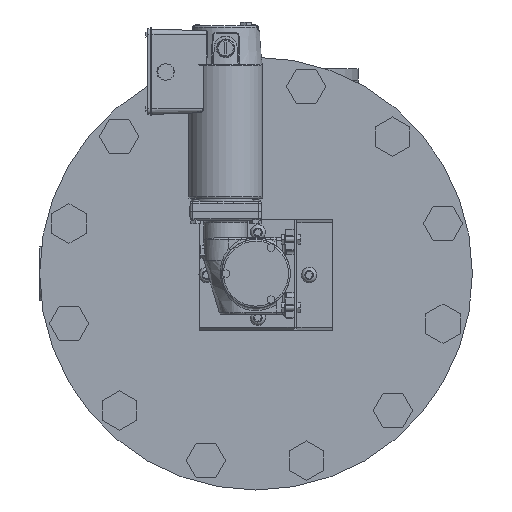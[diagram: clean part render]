
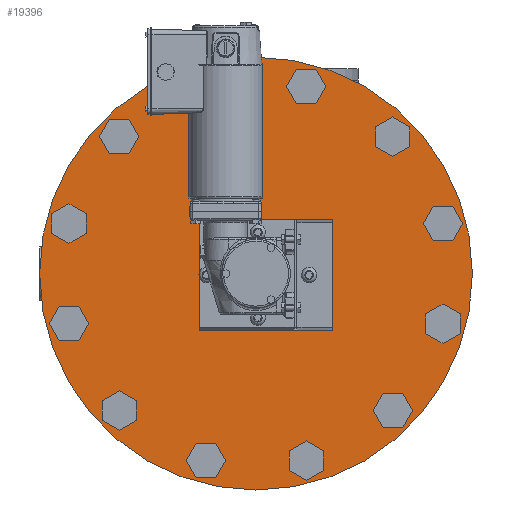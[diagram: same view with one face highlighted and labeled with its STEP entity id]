
A CAD part, left-side view. The second image highlights one B-rep face of the part: STEP entity #19396.
In plain terms, the highlighted planar face has unit normal (-1, 0, 0).
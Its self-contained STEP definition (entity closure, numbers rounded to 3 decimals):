
#24 = EDGE_CURVE ( 'NONE', #15309, #15309, #1460, .T. ) ;
#144 = CIRCLE ( 'NONE', #28518, 12.7 ) ;
#247 = CARTESIAN_POINT ( 'NONE',  ( 0., -165.364, -152.664 ) ) ;
#686 = EDGE_CURVE ( 'NONE', #30792, #30792, #18799, .T. ) ;
#828 = CARTESIAN_POINT ( 'NONE',  ( 0., -165.364, 152.664 ) ) ;
#1092 = CARTESIAN_POINT ( 'NONE',  ( 0., 208.543, 55.879 ) ) ;
#1246 = DIRECTION ( 'NONE',  ( -1., 0., 0. ) ) ;
#1352 = DIRECTION ( 'NONE',  ( -1., 0., 0. ) ) ;
#1460 = CIRCLE ( 'NONE', #22121, 12.7 ) ;
#1530 = CARTESIAN_POINT ( 'NONE',  ( 0., -208.543, -55.879 ) ) ;
#1567 = FACE_BOUND ( 'NONE', #7005, .T. ) ;
#2194 = CIRCLE ( 'NONE', #8937, 12.7 ) ;
#2679 = CARTESIAN_POINT ( 'NONE',  ( 0., -221.243, -55.879 ) ) ;
#2767 = VERTEX_POINT ( 'NONE', #2679 ) ;
#2978 = ORIENTED_EDGE ( 'NONE', *, *, #24, .F. ) ;
#3089 = CARTESIAN_POINT ( 'NONE',  ( 0., -208.543, 55.879 ) ) ;
#4813 = DIRECTION ( 'NONE',  ( -1., 0., 0. ) ) ;
#5225 = EDGE_LOOP ( 'NONE', ( #25835 ) ) ;
#5380 = DIRECTION ( 'NONE',  ( -1., 0., 0. ) ) ;
#5706 = FACE_BOUND ( 'NONE', #18329, .T. ) ;
#5771 = VERTEX_POINT ( 'NONE', #247 ) ;
#6218 = CARTESIAN_POINT ( 'NONE',  ( 0., 0., 0. ) ) ;
#6276 = CIRCLE ( 'NONE', #34569, 241.3 ) ;
#6617 = FACE_BOUND ( 'NONE', #5225, .T. ) ;
#7005 = EDGE_LOOP ( 'NONE', ( #18534 ) ) ;
#7012 = VERTEX_POINT ( 'NONE', #26492 ) ;
#7889 = CARTESIAN_POINT ( 'NONE',  ( 0., 241.3, 0. ) ) ;
#8937 = AXIS2_PLACEMENT_3D ( 'NONE', #29793, #18125, #24188 ) ;
#10569 = DIRECTION ( 'NONE',  ( -1., 0., 0. ) ) ;
#10675 = FACE_BOUND ( 'NONE', #18779, .T. ) ;
#11037 = AXIS2_PLACEMENT_3D ( 'NONE', #3089, #23501, #35111 ) ;
#11138 = EDGE_CURVE ( 'NONE', #16641, #16641, #24681, .T. ) ;
#11169 = FACE_BOUND ( 'NONE', #16397, .T. ) ;
#11303 = EDGE_CURVE ( 'NONE', #36203, #36203, #32010, .T. ) ;
#11553 = DIRECTION ( 'NONE',  ( 0., -1., 0. ) ) ;
#11811 = ORIENTED_EDGE ( 'NONE', *, *, #27822, .F. ) ;
#12245 = EDGE_LOOP ( 'NONE', ( #26042 ) ) ;
#12469 = EDGE_LOOP ( 'NONE', ( #21474 ) ) ;
#12721 = DIRECTION ( 'NONE',  ( -1., 0., 0. ) ) ;
#12841 = VERTEX_POINT ( 'NONE', #24211 ) ;
#13317 = EDGE_LOOP ( 'NONE', ( #22685 ) ) ;
#13365 = ORIENTED_EDGE ( 'NONE', *, *, #11138, .F. ) ;
#13483 = CARTESIAN_POINT ( 'NONE',  ( 0., -55.879, -208.543 ) ) ;
#14118 = CARTESIAN_POINT ( 'NONE',  ( 0., -152.664, -152.664 ) ) ;
#14198 = AXIS2_PLACEMENT_3D ( 'NONE', #6218, #14649, #17725 ) ;
#14203 = AXIS2_PLACEMENT_3D ( 'NONE', #14118, #34248, #34498 ) ;
#14301 = EDGE_CURVE ( 'NONE', #22078, #22078, #6276, .T. ) ;
#14649 = DIRECTION ( 'NONE',  ( 1., 0., 0. ) ) ;
#14820 = AXIS2_PLACEMENT_3D ( 'NONE', #15636, #30512, #33449 ) ;
#15309 = VERTEX_POINT ( 'NONE', #35674 ) ;
#15404 = DIRECTION ( 'NONE',  ( 0., -1., 0. ) ) ;
#15636 = CARTESIAN_POINT ( 'NONE',  ( 0., 152.664, 152.664 ) ) ;
#15740 = ORIENTED_EDGE ( 'NONE', *, *, #26268, .F. ) ;
#15909 = AXIS2_PLACEMENT_3D ( 'NONE', #1092, #12721, #15404 ) ;
#15915 = CARTESIAN_POINT ( 'NONE',  ( 0., -55.879, 208.543 ) ) ;
#15975 = DIRECTION ( 'NONE',  ( 0., -1., 0. ) ) ;
#16058 = DIRECTION ( 'NONE',  ( 0., 1., 0. ) ) ;
#16201 = FACE_BOUND ( 'NONE', #36744, .T. ) ;
#16306 = CARTESIAN_POINT ( 'NONE',  ( 0., 195.843, 55.879 ) ) ;
#16397 = EDGE_LOOP ( 'NONE', ( #15740 ) ) ;
#16641 = VERTEX_POINT ( 'NONE', #16306 ) ;
#17030 = CIRCLE ( 'NONE', #11037, 12.7 ) ;
#17712 = CARTESIAN_POINT ( 'NONE',  ( 0., -152.664, 152.664 ) ) ;
#17725 = DIRECTION ( 'NONE',  ( 0., 1., 0. ) ) ;
#17892 = AXIS2_PLACEMENT_3D ( 'NONE', #13483, #33860, #36146 ) ;
#18125 = DIRECTION ( 'NONE',  ( -1., 0., 0. ) ) ;
#18329 = EDGE_LOOP ( 'NONE', ( #37613 ) ) ;
#18339 = ORIENTED_EDGE ( 'NONE', *, *, #14301, .F. ) ;
#18534 = ORIENTED_EDGE ( 'NONE', *, *, #23153, .F. ) ;
#18714 = EDGE_CURVE ( 'NONE', #7012, #7012, #24443, .T. ) ;
#18744 = CARTESIAN_POINT ( 'NONE',  ( 0., 139.964, 152.664 ) ) ;
#18757 = CARTESIAN_POINT ( 'NONE',  ( 0., 55.879, -208.543 ) ) ;
#18779 = EDGE_LOOP ( 'NONE', ( #2978 ) ) ;
#18799 = CIRCLE ( 'NONE', #14820, 12.7 ) ;
#19396 = ADVANCED_FACE ( 'NONE', ( #16201, #6617, #21205, #10675, #1567, #24844, #33032, #19881, #37597, #11169, #36693, #5706, #34443 ), #19887, .F. ) ;
#19881 = FACE_BOUND ( 'NONE', #28766, .T. ) ;
#19887 = PLANE ( 'NONE',  #14198 ) ;
#20186 = CARTESIAN_POINT ( 'NONE',  ( 0., 208.543, -55.879 ) ) ;
#20269 = CARTESIAN_POINT ( 'NONE',  ( 0., -68.579, -208.543 ) ) ;
#20639 = CARTESIAN_POINT ( 'NONE',  ( 0., 43.179, -208.543 ) ) ;
#21205 = FACE_BOUND ( 'NONE', #12469, .T. ) ;
#21235 = ORIENTED_EDGE ( 'NONE', *, *, #29812, .F. ) ;
#21322 = EDGE_CURVE ( 'NONE', #25248, #25248, #17030, .T. ) ;
#21428 = AXIS2_PLACEMENT_3D ( 'NONE', #18757, #1246, #36436 ) ;
#21474 = ORIENTED_EDGE ( 'NONE', *, *, #35003, .F. ) ;
#21549 = ORIENTED_EDGE ( 'NONE', *, *, #21322, .F. ) ;
#21778 = DIRECTION ( 'NONE',  ( 0., -1., 0. ) ) ;
#22078 = VERTEX_POINT ( 'NONE', #7889 ) ;
#22121 = AXIS2_PLACEMENT_3D ( 'NONE', #15915, #1352, #21778 ) ;
#22497 = VERTEX_POINT ( 'NONE', #828 ) ;
#22685 = ORIENTED_EDGE ( 'NONE', *, *, #36012, .F. ) ;
#22715 = DIRECTION ( 'NONE',  ( 0., -1., 0. ) ) ;
#23153 = EDGE_CURVE ( 'NONE', #22497, #22497, #32393, .T. ) ;
#23501 = DIRECTION ( 'NONE',  ( -1., 0., 0. ) ) ;
#24188 = DIRECTION ( 'NONE',  ( 0., -1., 0. ) ) ;
#24211 = CARTESIAN_POINT ( 'NONE',  ( 0., 43.179, 208.543 ) ) ;
#24318 = EDGE_LOOP ( 'NONE', ( #21549 ) ) ;
#24443 = CIRCLE ( 'NONE', #37088, 12.7 ) ;
#24681 = CIRCLE ( 'NONE', #15909, 12.7 ) ;
#24834 = DIRECTION ( 'NONE',  ( 1., 0., 0. ) ) ;
#24844 = FACE_BOUND ( 'NONE', #24318, .T. ) ;
#25248 = VERTEX_POINT ( 'NONE', #32839 ) ;
#25582 = AXIS2_PLACEMENT_3D ( 'NONE', #28408, #4813, #37168 ) ;
#25835 = ORIENTED_EDGE ( 'NONE', *, *, #686, .F. ) ;
#26042 = ORIENTED_EDGE ( 'NONE', *, *, #11303, .F. ) ;
#26268 = EDGE_CURVE ( 'NONE', #37059, #37059, #33546, .T. ) ;
#26492 = CARTESIAN_POINT ( 'NONE',  ( 0., 195.843, -55.879 ) ) ;
#27447 = AXIS2_PLACEMENT_3D ( 'NONE', #17712, #34888, #11553 ) ;
#27822 = EDGE_CURVE ( 'NONE', #2767, #2767, #144, .T. ) ;
#28408 = CARTESIAN_POINT ( 'NONE',  ( 0., 152.664, -152.664 ) ) ;
#28518 = AXIS2_PLACEMENT_3D ( 'NONE', #1530, #10569, #15975 ) ;
#28766 = EDGE_LOOP ( 'NONE', ( #21235 ) ) ;
#29793 = CARTESIAN_POINT ( 'NONE',  ( 0., 55.879, 208.543 ) ) ;
#29812 = EDGE_CURVE ( 'NONE', #5771, #5771, #32907, .T. ) ;
#30512 = DIRECTION ( 'NONE',  ( -1., 0., 0. ) ) ;
#30792 = VERTEX_POINT ( 'NONE', #18744 ) ;
#30807 = CARTESIAN_POINT ( 'NONE',  ( 0., 0., 0. ) ) ;
#30926 = EDGE_LOOP ( 'NONE', ( #11811 ) ) ;
#32010 = CIRCLE ( 'NONE', #17892, 12.7 ) ;
#32387 = CARTESIAN_POINT ( 'NONE',  ( 0., 139.964, -152.664 ) ) ;
#32393 = CIRCLE ( 'NONE', #27447, 12.7 ) ;
#32839 = CARTESIAN_POINT ( 'NONE',  ( 0., -221.243, 55.879 ) ) ;
#32907 = CIRCLE ( 'NONE', #14203, 12.7 ) ;
#32932 = VERTEX_POINT ( 'NONE', #32387 ) ;
#33032 = FACE_BOUND ( 'NONE', #30926, .T. ) ;
#33449 = DIRECTION ( 'NONE',  ( 0., -1., 0. ) ) ;
#33546 = CIRCLE ( 'NONE', #21428, 12.7 ) ;
#33860 = DIRECTION ( 'NONE',  ( -1., 0., 0. ) ) ;
#33932 = EDGE_LOOP ( 'NONE', ( #18339 ) ) ;
#34248 = DIRECTION ( 'NONE',  ( -1., 0., 0. ) ) ;
#34443 = FACE_OUTER_BOUND ( 'NONE', #33932, .T. ) ;
#34498 = DIRECTION ( 'NONE',  ( 0., -1., 0. ) ) ;
#34569 = AXIS2_PLACEMENT_3D ( 'NONE', #30807, #24834, #16058 ) ;
#34888 = DIRECTION ( 'NONE',  ( -1., 0., 0. ) ) ;
#35003 = EDGE_CURVE ( 'NONE', #12841, #12841, #2194, .T. ) ;
#35111 = DIRECTION ( 'NONE',  ( 0., -1., 0. ) ) ;
#35674 = CARTESIAN_POINT ( 'NONE',  ( 0., -68.579, 208.543 ) ) ;
#36012 = EDGE_CURVE ( 'NONE', #32932, #32932, #36863, .T. ) ;
#36146 = DIRECTION ( 'NONE',  ( 0., -1., 0. ) ) ;
#36203 = VERTEX_POINT ( 'NONE', #20269 ) ;
#36436 = DIRECTION ( 'NONE',  ( 0., -1., 0. ) ) ;
#36693 = FACE_BOUND ( 'NONE', #13317, .T. ) ;
#36744 = EDGE_LOOP ( 'NONE', ( #13365 ) ) ;
#36863 = CIRCLE ( 'NONE', #25582, 12.7 ) ;
#37059 = VERTEX_POINT ( 'NONE', #20639 ) ;
#37088 = AXIS2_PLACEMENT_3D ( 'NONE', #20186, #5380, #22715 ) ;
#37168 = DIRECTION ( 'NONE',  ( 0., -1., 0. ) ) ;
#37597 = FACE_BOUND ( 'NONE', #12245, .T. ) ;
#37613 = ORIENTED_EDGE ( 'NONE', *, *, #18714, .F. ) ;
